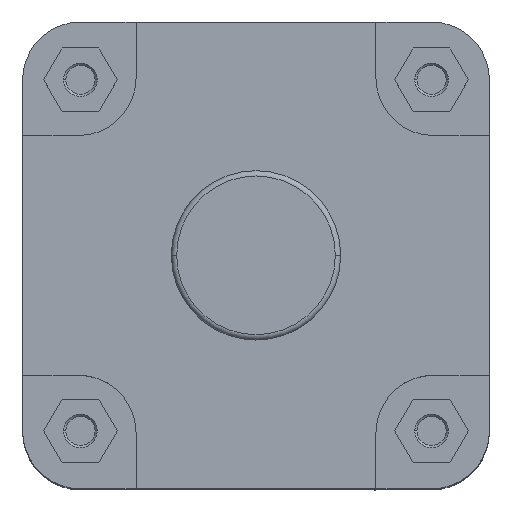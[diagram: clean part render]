
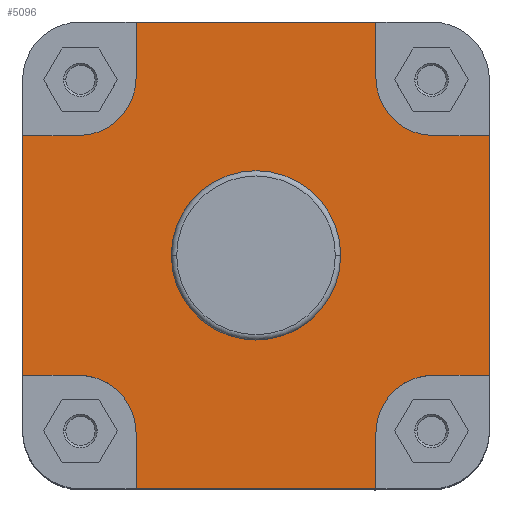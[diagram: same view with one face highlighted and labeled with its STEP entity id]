
A CAD part, top view. The second image highlights one B-rep face of the part: STEP entity #5096.
In plain terms, the highlighted planar face has unit normal (0, 0, 1).
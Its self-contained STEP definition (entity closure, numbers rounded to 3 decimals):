
#376 = ORIENTED_EDGE ( 'NONE', *, *, #3005, .F. ) ;
#377 = ORIENTED_EDGE ( 'NONE', *, *, #3050, .F. ) ;
#378 = ORIENTED_EDGE ( 'NONE', *, *, #3060, .F. ) ;
#379 = ORIENTED_EDGE ( 'NONE', *, *, #2923, .F. ) ;
#380 = ORIENTED_EDGE ( 'NONE', *, *, #2955, .F. ) ;
#381 = ORIENTED_EDGE ( 'NONE', *, *, #3061, .F. ) ;
#382 = ORIENTED_EDGE ( 'NONE', *, *, #3003, .F. ) ;
#383 = ORIENTED_EDGE ( 'NONE', *, *, #3062, .F. ) ;
#384 = ORIENTED_EDGE ( 'NONE', *, *, #3104, .F. ) ;
#385 = ORIENTED_EDGE ( 'NONE', *, *, #3067, .F. ) ;
#386 = ORIENTED_EDGE ( 'NONE', *, *, #3009, .F. ) ;
#387 = ORIENTED_EDGE ( 'NONE', *, *, #2945, .T. ) ;
#388 = ORIENTED_EDGE ( 'NONE', *, *, #2947, .F. ) ;
#389 = ORIENTED_EDGE ( 'NONE', *, *, #3041, .F. ) ;
#390 = ORIENTED_EDGE ( 'NONE', *, *, #3102, .F. ) ;
#391 = ORIENTED_EDGE ( 'NONE', *, *, #2948, .T. ) ;
#392 = ORIENTED_EDGE ( 'NONE', *, *, #2970, .F. ) ;
#393 = ORIENTED_EDGE ( 'NONE', *, *, #3107, .F. ) ;
#1056 = VECTOR ( 'NONE', #5482, 1000. ) ;
#1059 = LINE ( 'NONE', #5474, #1056 ) ;
#1086 = LINE ( 'NONE', #5534, #1088 ) ;
#1088 = VECTOR ( 'NONE', #5535, 1000. ) ;
#1092 = LINE ( 'NONE', #5538, #1099 ) ;
#1093 = LINE ( 'NONE', #5536, #1097 ) ;
#1097 = VECTOR ( 'NONE', #5539, 1000. ) ;
#1099 = VECTOR ( 'NONE', #5540, 1000. ) ;
#1112 = LINE ( 'NONE', #5555, #1113 ) ;
#1113 = VECTOR ( 'NONE', #5556, 1000. ) ;
#1141 = CIRCLE ( 'NONE', #3259, 39.9 ) ;
#1186 = VECTOR ( 'NONE', #5665, 1000. ) ;
#1190 = LINE ( 'NONE', #5664, #1186 ) ;
#1195 = LINE ( 'NONE', #5674, #1207 ) ;
#1200 = LINE ( 'NONE', #5668, #1201 ) ;
#1201 = VECTOR ( 'NONE', #5669, 1000. ) ;
#1207 = VECTOR ( 'NONE', #5677, 1000. ) ;
#1261 = CIRCLE ( 'NONE', #3280, 27.25 ) ;
#1278 = CIRCLE ( 'NONE', #3282, 27.25 ) ;
#1283 = VECTOR ( 'NONE', #5801, 1000. ) ;
#1294 = LINE ( 'NONE', #5795, #1295 ) ;
#1295 = VECTOR ( 'NONE', #5796, 1000. ) ;
#1296 = LINE ( 'NONE', #5784, #1283 ) ;
#1297 = CIRCLE ( 'NONE', #3285, 27.25 ) ;
#1307 = CIRCLE ( 'NONE', #3288, 27.25 ) ;
#1328 = VERTEX_POINT ( 'NONE', #1673 ) ;
#1428 = VERTEX_POINT ( 'NONE', #1768 ) ;
#1430 = VERTEX_POINT ( 'NONE', #1770 ) ;
#1444 = VERTEX_POINT ( 'NONE', #1784 ) ;
#1446 = VERTEX_POINT ( 'NONE', #1786 ) ;
#1453 = VERTEX_POINT ( 'NONE', #1793 ) ;
#1459 = VERTEX_POINT ( 'NONE', #1799 ) ;
#1469 = VERTEX_POINT ( 'NONE', #1809 ) ;
#1474 = VERTEX_POINT ( 'NONE', #1814 ) ;
#1478 = VERTEX_POINT ( 'NONE', #1818 ) ;
#1482 = VERTEX_POINT ( 'NONE', #1822 ) ;
#1485 = VERTEX_POINT ( 'NONE', #1825 ) ;
#1488 = VERTEX_POINT ( 'NONE', #1828 ) ;
#1492 = VERTEX_POINT ( 'NONE', #1832 ) ;
#1503 = VERTEX_POINT ( 'NONE', #1843 ) ;
#1507 = VERTEX_POINT ( 'NONE', #1847 ) ;
#1508 = VERTEX_POINT ( 'NONE', #1848 ) ;
#1512 = VERTEX_POINT ( 'NONE', #1852 ) ;
#1673 = CARTESIAN_POINT ( 'NONE',  ( 39.9, 0., -65.368 ) ) ;
#1768 = CARTESIAN_POINT ( 'NONE',  ( -83.75, -56.5, -65.368 ) ) ;
#1770 = CARTESIAN_POINT ( 'NONE',  ( 110., 56.5, -65.368 ) ) ;
#1784 = CARTESIAN_POINT ( 'NONE',  ( -83.75, 56.5, -65.368 ) ) ;
#1786 = CARTESIAN_POINT ( 'NONE',  ( -56.5, 110., -65.368 ) ) ;
#1793 = CARTESIAN_POINT ( 'NONE',  ( 83.75, -56.5, -65.368 ) ) ;
#1799 = CARTESIAN_POINT ( 'NONE',  ( -56.5, -83.75, -65.368 ) ) ;
#1809 = CARTESIAN_POINT ( 'NONE',  ( 56.5, -83.75, -65.368 ) ) ;
#1814 = CARTESIAN_POINT ( 'NONE',  ( 56.5, 110., -65.368 ) ) ;
#1818 = CARTESIAN_POINT ( 'NONE',  ( -39.9, 0., -65.368 ) ) ;
#1822 = CARTESIAN_POINT ( 'NONE',  ( -56.5, 83.75, -65.368 ) ) ;
#1825 = CARTESIAN_POINT ( 'NONE',  ( -56.5, -110., -65.368 ) ) ;
#1828 = CARTESIAN_POINT ( 'NONE',  ( 110., -56.5, -65.368 ) ) ;
#1832 = CARTESIAN_POINT ( 'NONE',  ( 56.5, -110., -65.368 ) ) ;
#1843 = CARTESIAN_POINT ( 'NONE',  ( -110., 56.5, -65.368 ) ) ;
#1847 = CARTESIAN_POINT ( 'NONE',  ( 83.75, 56.5, -65.368 ) ) ;
#1848 = CARTESIAN_POINT ( 'NONE',  ( -110., -56.5, -65.368 ) ) ;
#1852 = CARTESIAN_POINT ( 'NONE',  ( 56.5, 83.75, -65.368 ) ) ;
#2923 = EDGE_CURVE ( 'NONE', #1446, #1474, #1059, .T. ) ;
#2945 = EDGE_CURVE ( 'NONE', #1485, #1492, #1086, .T. ) ;
#2947 = EDGE_CURVE ( 'NONE', #1485, #1459, #1093, .T. ) ;
#2948 = EDGE_CURVE ( 'NONE', #1503, #1508, #1092, .T. ) ;
#2955 = EDGE_CURVE ( 'NONE', #1474, #1512, #1112, .T. ) ;
#2970 = EDGE_CURVE ( 'NONE', #1478, #1328, #1141, .T. ) ;
#3003 = EDGE_CURVE ( 'NONE', #1507, #1430, #1190, .T. ) ;
#3005 = EDGE_CURVE ( 'NONE', #1503, #1444, #1200, .T. ) ;
#3009 = EDGE_CURVE ( 'NONE', #1469, #1492, #1195, .T. ) ;
#3041 = EDGE_CURVE ( 'NONE', #1459, #1428, #1261, .T. ) ;
#3050 = EDGE_CURVE ( 'NONE', #1444, #1482, #1278, .T. ) ;
#3060 = EDGE_CURVE ( 'NONE', #1482, #1446, #1294, .T. ) ;
#3061 = EDGE_CURVE ( 'NONE', #1512, #1507, #1297, .T. ) ;
#3062 = EDGE_CURVE ( 'NONE', #1430, #1488, #1296, .T. ) ;
#3067 = EDGE_CURVE ( 'NONE', #1453, #1469, #1307, .T. ) ;
#3102 = EDGE_CURVE ( 'NONE', #1428, #1508, #6456, .T. ) ;
#3104 = EDGE_CURVE ( 'NONE', #1488, #1453, #6468, .T. ) ;
#3107 = EDGE_CURVE ( 'NONE', #1328, #1478, #6476, .T. ) ;
#3259 = AXIS2_PLACEMENT_3D ( 'NONE', #5587, #5588, #5589 ) ;
#3280 = AXIS2_PLACEMENT_3D ( 'NONE', #5743, #5753, #5754 ) ;
#3282 = AXIS2_PLACEMENT_3D ( 'NONE', #5771, #5773, #5774 ) ;
#3285 = AXIS2_PLACEMENT_3D ( 'NONE', #5781, #5798, #5799 ) ;
#3288 = AXIS2_PLACEMENT_3D ( 'NONE', #5804, #5813, #5814 ) ;
#3299 = AXIS2_PLACEMENT_3D ( 'NONE', #5881, #5904, #5905 ) ;
#3410 = AXIS2_PLACEMENT_3D ( 'NONE', #6292, #6306, #6307 ) ;
#3795 = EDGE_LOOP ( 'NONE', ( #391, #390, #389, #388, #387, #386, #385, #384, #383, #382, #381, #380, #379, #378, #377, #376 ) ) ;
#3838 = EDGE_LOOP ( 'NONE', ( #393, #392 ) ) ;
#5096 = ADVANCED_FACE ( 'NONE', ( #6650, #6649 ), #6305, .F. ) ;
#5474 = CARTESIAN_POINT ( 'NONE',  ( 0., 110., -65.368 ) ) ;
#5482 = DIRECTION ( 'NONE',  ( 1., 0., 0. ) ) ;
#5534 = CARTESIAN_POINT ( 'NONE',  ( 0., -110., -65.368 ) ) ;
#5535 = DIRECTION ( 'NONE',  ( 1., 0., 0. ) ) ;
#5536 = CARTESIAN_POINT ( 'NONE',  ( -56.5, -83.75, -65.368 ) ) ;
#5538 = CARTESIAN_POINT ( 'NONE',  ( -110., -242.141, -65.368 ) ) ;
#5539 = DIRECTION ( 'NONE',  ( 0., 1., 0. ) ) ;
#5540 = DIRECTION ( 'NONE',  ( 0., -1., 0. ) ) ;
#5555 = CARTESIAN_POINT ( 'NONE',  ( 56.5, 83.75, -65.368 ) ) ;
#5556 = DIRECTION ( 'NONE',  ( 0., -1., 0. ) ) ;
#5587 = CARTESIAN_POINT ( 'NONE',  ( 0., 0., -65.368 ) ) ;
#5588 = DIRECTION ( 'NONE',  ( 0., 0., 1. ) ) ;
#5589 = DIRECTION ( 'NONE',  ( 1., 0., 0. ) ) ;
#5664 = CARTESIAN_POINT ( 'NONE',  ( 110., 56.5, -65.368 ) ) ;
#5665 = DIRECTION ( 'NONE',  ( 1., 0., 0. ) ) ;
#5668 = CARTESIAN_POINT ( 'NONE',  ( -83.75, 56.5, -65.368 ) ) ;
#5669 = DIRECTION ( 'NONE',  ( 1., 0., 0. ) ) ;
#5674 = CARTESIAN_POINT ( 'NONE',  ( 56.5, -110., -65.368 ) ) ;
#5677 = DIRECTION ( 'NONE',  ( 0., -1., 0. ) ) ;
#5743 = CARTESIAN_POINT ( 'NONE',  ( -83.75, -83.75, -65.368 ) ) ;
#5753 = DIRECTION ( 'NONE',  ( 0., 0., 1. ) ) ;
#5754 = DIRECTION ( 'NONE',  ( -1., 0., 0. ) ) ;
#5771 = CARTESIAN_POINT ( 'NONE',  ( -83.75, 83.75, -65.368 ) ) ;
#5773 = DIRECTION ( 'NONE',  ( 0., 0., 1. ) ) ;
#5774 = DIRECTION ( 'NONE',  ( -1., 0., 0. ) ) ;
#5781 = CARTESIAN_POINT ( 'NONE',  ( 83.75, 83.75, -65.368 ) ) ;
#5784 = CARTESIAN_POINT ( 'NONE',  ( 110., -242.141, -65.368 ) ) ;
#5795 = CARTESIAN_POINT ( 'NONE',  ( -56.5, 110., -65.368 ) ) ;
#5796 = DIRECTION ( 'NONE',  ( 0., 1., 0. ) ) ;
#5798 = DIRECTION ( 'NONE',  ( 0., 0., 1. ) ) ;
#5799 = DIRECTION ( 'NONE',  ( -1., 0., 0. ) ) ;
#5801 = DIRECTION ( 'NONE',  ( 0., -1., 0. ) ) ;
#5804 = CARTESIAN_POINT ( 'NONE',  ( 83.75, -83.75, -65.368 ) ) ;
#5813 = DIRECTION ( 'NONE',  ( 0., 0., 1. ) ) ;
#5814 = DIRECTION ( 'NONE',  ( -1., 0., 0. ) ) ;
#5881 = CARTESIAN_POINT ( 'NONE',  ( 0., 0., -65.368 ) ) ;
#5893 = CARTESIAN_POINT ( 'NONE',  ( -110., -56.5, -65.368 ) ) ;
#5894 = DIRECTION ( 'NONE',  ( -1., 0., 0. ) ) ;
#5897 = CARTESIAN_POINT ( 'NONE',  ( 83.75, -56.5, -65.368 ) ) ;
#5898 = DIRECTION ( 'NONE',  ( -1., 0., 0. ) ) ;
#5904 = DIRECTION ( 'NONE',  ( 0., 0., 1. ) ) ;
#5905 = DIRECTION ( 'NONE',  ( 1., 0., 0. ) ) ;
#6292 = CARTESIAN_POINT ( 'NONE',  ( 0., 39.9, -65.368 ) ) ;
#6305 = PLANE ( 'NONE',  #3410 ) ;
#6306 = DIRECTION ( 'NONE',  ( 0., 0., -1. ) ) ;
#6307 = DIRECTION ( 'NONE',  ( -1., 0., 0. ) ) ;
#6456 = LINE ( 'NONE', #5893, #6458 ) ;
#6458 = VECTOR ( 'NONE', #5894, 1000. ) ;
#6468 = LINE ( 'NONE', #5897, #6469 ) ;
#6469 = VECTOR ( 'NONE', #5898, 1000. ) ;
#6476 = CIRCLE ( 'NONE', #3299, 39.9 ) ;
#6649 = FACE_OUTER_BOUND ( 'NONE', #3795, .T. ) ;
#6650 = FACE_BOUND ( 'NONE', #3838, .T. ) ;
